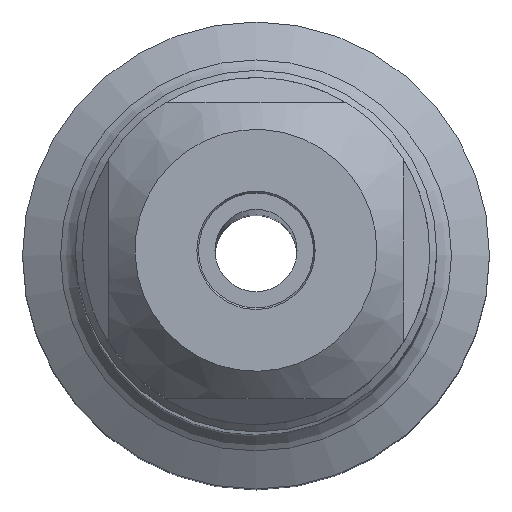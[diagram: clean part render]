
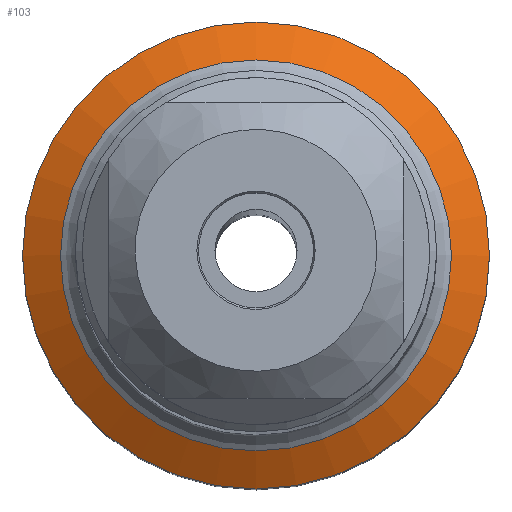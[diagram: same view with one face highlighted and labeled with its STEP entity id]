
A CAD part, top view. The second image highlights one B-rep face of the part: STEP entity #103.
In plain terms, the highlighted conical face has half-angle 60 degrees and reference radius 5.35 mm.
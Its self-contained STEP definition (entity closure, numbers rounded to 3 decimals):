
#91=CONICAL_SURFACE('',#478,5.35,60.);
#103=ADVANCED_FACE('',(#142,#143),#91,.T.);
#142=FACE_BOUND('',#184,.T.);
#143=FACE_BOUND('',#185,.T.);
#184=EDGE_LOOP('',(#234));
#185=EDGE_LOOP('',(#235));
#234=ORIENTED_EDGE('',*,*,#357,.T.);
#235=ORIENTED_EDGE('',*,*,#358,.F.);
#321=VERTEX_POINT('',#702);
#322=VERTEX_POINT('',#704);
#357=EDGE_CURVE('',#321,#321,#401,.T.);
#358=EDGE_CURVE('',#322,#322,#402,.T.);
#401=CIRCLE('',#476,5.95);
#402=CIRCLE('',#477,7.107);
#476=AXIS2_PLACEMENT_3D('',#701,#549,#550);
#477=AXIS2_PLACEMENT_3D('',#703,#551,#552);
#478=AXIS2_PLACEMENT_3D('',#705,#553,#554);
#549=DIRECTION('',(0.,0.,-1.));
#550=DIRECTION('',(-1.,0.,0.));
#551=DIRECTION('',(0.,0.,-1.));
#552=DIRECTION('',(-1.,0.,0.));
#553=DIRECTION('',(0.,0.,-1.));
#554=DIRECTION('',(-1.,0.,0.));
#701=CARTESIAN_POINT('',(0.,0.,-89.332));
#702=CARTESIAN_POINT('',(-5.95,0.,-89.332));
#703=CARTESIAN_POINT('',(0.,0.,-90.));
#704=CARTESIAN_POINT('',(-7.107,0.,-90.));
#705=CARTESIAN_POINT('',(0.,0.,-88.986));
